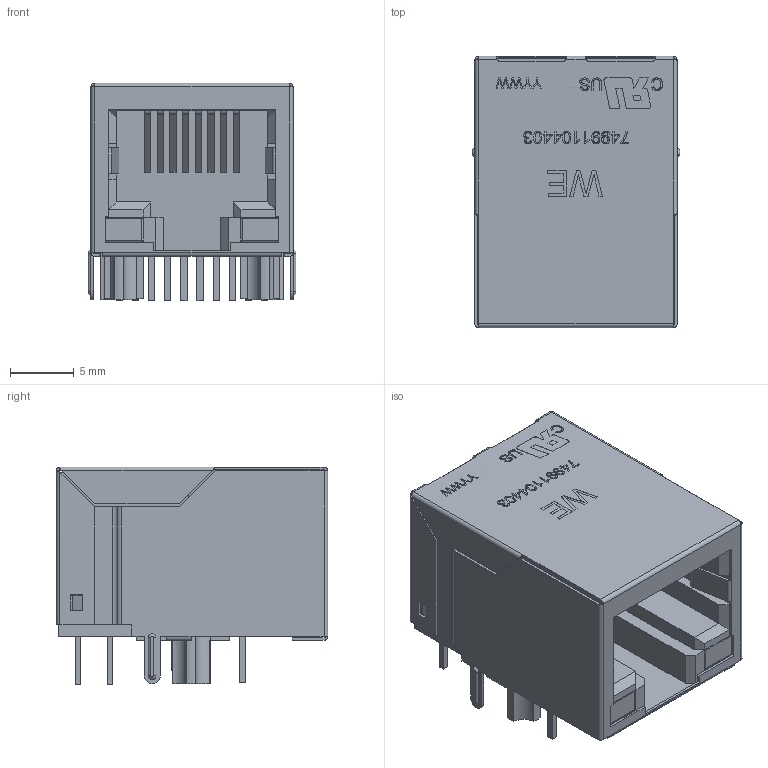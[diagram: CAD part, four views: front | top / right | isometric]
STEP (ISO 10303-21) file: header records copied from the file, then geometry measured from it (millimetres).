
FILE_DESCRIPTION(/* description */ ('Unknown'),/* implementation_level */ '2;1');
FILE_NAME(/* name */ 'T_Wurth_WE-RJ45LAN_74991104403',/* time_stamp */ '2025-08-21T17:03:04+08:00',/* author */ ('Unknown'),/* organization */ ('Unknown'),/* preprocessor_version */ 'ST-DEVELOPER v19.4',/* originating_system */ 'Solid Edge',/* authorisation */ 'Unknown');
FILE_SCHEMA (('AUTOMOTIVE_DESIGN {1 0 10303 214 3 1 1}'));
Length unit declared in the file: millimetre
Products named in the file (2): T_Wurth_WE-RJ45LAN_74991104403
Assembly tree (1 placements, depth 2):
  T_Wurth_WE-RJ45LAN_74991104403
    T_Wurth_WE-RJ45LAN_74991104403
Bounding box: 16.34 x 21.35 x 17.13 mm (x, y, z)
Volume: 2235.8 mm3; surface area: 6833.1 mm2
Topology: 6 solids, 6 shells, 823 faces, 2190 edges, 1399 vertices
Faces by surface type: plane 609, cylinder 155, bspline 41, sphere 10, torus 8
Entity records: 31582 total; most frequent: CARTESIAN_POINT 6375, ORIENTED_EDGE 4348, DIRECTION 3663, EDGE_CURVE 2174, LINE 1511, VECTOR 1511, VERTEX_POINT 1399, AXIS2_PLACEMENT_3D 1076
